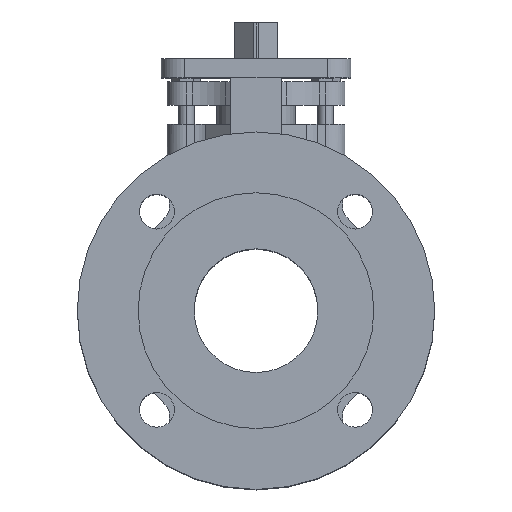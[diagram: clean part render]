
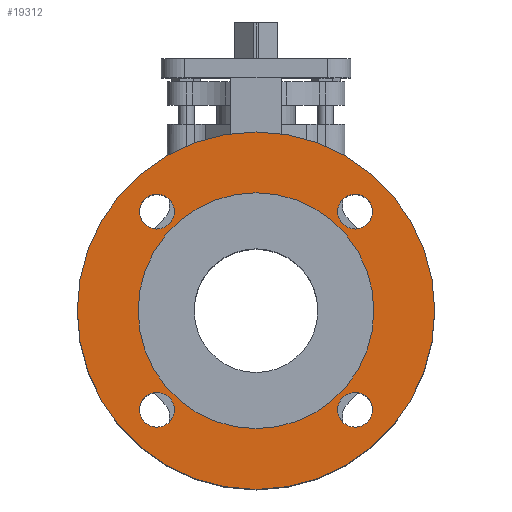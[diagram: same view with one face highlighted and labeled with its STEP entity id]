
A CAD part, top view. The second image highlights one B-rep face of the part: STEP entity #19312.
In plain terms, the highlighted planar face has unit normal (0, 0, 1).
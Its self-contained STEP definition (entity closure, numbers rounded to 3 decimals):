
#147 = EDGE_CURVE ( 'NONE', #10476, #14947, #16446, .T. ) ;
#418 = VERTEX_POINT ( 'NONE', #14022 ) ;
#419 = VERTEX_POINT ( 'NONE', #12496 ) ;
#902 = EDGE_LOOP ( 'NONE', ( #9352, #11796 ) ) ;
#947 = EDGE_CURVE ( 'NONE', #419, #2053, #2318, .T. ) ;
#978 = EDGE_CURVE ( 'NONE', #5027, #12594, #17619, .T. ) ;
#1370 = DIRECTION ( 'NONE',  ( -1., 0., 0. ) ) ;
#1440 = CARTESIAN_POINT ( 'NONE',  ( 92.5, 0., 68. ) ) ;
#1454 = CIRCLE ( 'NONE', #15258, 9. ) ;
#1841 = CIRCLE ( 'NONE', #2193, 9. ) ;
#2014 = CARTESIAN_POINT ( 'NONE',  ( -92.5, 0., 68. ) ) ;
#2053 = VERTEX_POINT ( 'NONE', #19104 ) ;
#2067 = DIRECTION ( 'NONE',  ( 0., 0., 1. ) ) ;
#2155 = ORIENTED_EDGE ( 'NONE', *, *, #19683, .F. ) ;
#2193 = AXIS2_PLACEMENT_3D ( 'NONE', #12960, #3841, #14495 ) ;
#2259 = DIRECTION ( 'NONE',  ( 0., 0., -1. ) ) ;
#2265 = CARTESIAN_POINT ( 'NONE',  ( 0., 0., 68. ) ) ;
#2318 = CIRCLE ( 'NONE', #7340, 61. ) ;
#2399 = CARTESIAN_POINT ( 'NONE',  ( -51.265, 51.265, 68. ) ) ;
#3234 = CARTESIAN_POINT ( 'NONE',  ( 51.265, 51.265, 68. ) ) ;
#3542 = CARTESIAN_POINT ( 'NONE',  ( 51.265, 51.265, 68. ) ) ;
#3664 = CARTESIAN_POINT ( 'NONE',  ( -60.265, -51.265, 68. ) ) ;
#3792 = DIRECTION ( 'NONE',  ( -1., 0., 0. ) ) ;
#3841 = DIRECTION ( 'NONE',  ( 0., 0., 1. ) ) ;
#3902 = FACE_BOUND ( 'NONE', #7662, .T. ) ;
#3925 = DIRECTION ( 'NONE',  ( 1., 0., 0. ) ) ;
#3987 = ORIENTED_EDGE ( 'NONE', *, *, #12008, .F. ) ;
#4086 = CIRCLE ( 'NONE', #19418, 9. ) ;
#4408 = CARTESIAN_POINT ( 'NONE',  ( 42.265, 51.265, 68. ) ) ;
#4636 = ORIENTED_EDGE ( 'NONE', *, *, #15429, .F. ) ;
#4739 = DIRECTION ( 'NONE',  ( 1., 0., 0. ) ) ;
#5027 = VERTEX_POINT ( 'NONE', #2014 ) ;
#5031 = EDGE_CURVE ( 'NONE', #18922, #16516, #4086, .T. ) ;
#5074 = DIRECTION ( 'NONE',  ( 1., 0., 0. ) ) ;
#5409 = DIRECTION ( 'NONE',  ( 0., 0., 1. ) ) ;
#5549 = DIRECTION ( 'NONE',  ( 0., 0., 1. ) ) ;
#5807 = AXIS2_PLACEMENT_3D ( 'NONE', #11494, #5409, #16098 ) ;
#6049 = CARTESIAN_POINT ( 'NONE',  ( -42.265, -51.265, 68. ) ) ;
#6152 = ORIENTED_EDGE ( 'NONE', *, *, #7592, .F. ) ;
#6463 = AXIS2_PLACEMENT_3D ( 'NONE', #6973, #17636, #8475 ) ;
#6863 = CARTESIAN_POINT ( 'NONE',  ( 0., 0., 68. ) ) ;
#6973 = CARTESIAN_POINT ( 'NONE',  ( 51.265, -51.265, 68. ) ) ;
#7036 = FACE_OUTER_BOUND ( 'NONE', #19446, .T. ) ;
#7340 = AXIS2_PLACEMENT_3D ( 'NONE', #2265, #12926, #3792 ) ;
#7516 = FACE_BOUND ( 'NONE', #902, .T. ) ;
#7592 = EDGE_CURVE ( 'NONE', #18457, #14052, #1841, .T. ) ;
#7647 = AXIS2_PLACEMENT_3D ( 'NONE', #19684, #10545, #1370 ) ;
#7662 = EDGE_LOOP ( 'NONE', ( #3987, #4636 ) ) ;
#8078 = EDGE_CURVE ( 'NONE', #12594, #5027, #9927, .T. ) ;
#8181 = EDGE_LOOP ( 'NONE', ( #6152, #2155 ) ) ;
#8349 = AXIS2_PLACEMENT_3D ( 'NONE', #3542, #14191, #5074 ) ;
#8391 = DIRECTION ( 'NONE',  ( -1., 0., 0. ) ) ;
#8475 = DIRECTION ( 'NONE',  ( 1., 0., 0. ) ) ;
#8635 = CARTESIAN_POINT ( 'NONE',  ( -51.265, 51.265, 68. ) ) ;
#8904 = CARTESIAN_POINT ( 'NONE',  ( 42.265, -51.265, 68. ) ) ;
#9077 = ORIENTED_EDGE ( 'NONE', *, *, #8078, .F. ) ;
#9154 = ORIENTED_EDGE ( 'NONE', *, *, #18170, .F. ) ;
#9242 = CIRCLE ( 'NONE', #15287, 9. ) ;
#9352 = ORIENTED_EDGE ( 'NONE', *, *, #5031, .F. ) ;
#9469 = EDGE_CURVE ( 'NONE', #16516, #18922, #1454, .T. ) ;
#9927 = CIRCLE ( 'NONE', #14072, 92.5 ) ;
#10138 = AXIS2_PLACEMENT_3D ( 'NONE', #3234, #13884, #4739 ) ;
#10160 = DIRECTION ( 'NONE',  ( 1., 0., 0. ) ) ;
#10223 = ORIENTED_EDGE ( 'NONE', *, *, #978, .F. ) ;
#10476 = VERTEX_POINT ( 'NONE', #4408 ) ;
#10545 = DIRECTION ( 'NONE',  ( 0., 0., -1. ) ) ;
#10566 = CARTESIAN_POINT ( 'NONE',  ( 60.265, -51.265, 68. ) ) ;
#11023 = EDGE_LOOP ( 'NONE', ( #17022, #16232 ) ) ;
#11087 = FACE_BOUND ( 'NONE', #11023, .T. ) ;
#11227 = CARTESIAN_POINT ( 'NONE',  ( -51.265, -51.265, 68. ) ) ;
#11245 = CARTESIAN_POINT ( 'NONE',  ( -42.265, 51.265, 68. ) ) ;
#11392 = CARTESIAN_POINT ( 'NONE',  ( 0., 0., 68. ) ) ;
#11494 = CARTESIAN_POINT ( 'NONE',  ( 0., 61., 68. ) ) ;
#11796 = ORIENTED_EDGE ( 'NONE', *, *, #9469, .F. ) ;
#12008 = EDGE_CURVE ( 'NONE', #12881, #418, #9242, .T. ) ;
#12434 = AXIS2_PLACEMENT_3D ( 'NONE', #6863, #17547, #8391 ) ;
#12480 = CIRCLE ( 'NONE', #6463, 9. ) ;
#12496 = CARTESIAN_POINT ( 'NONE',  ( 61., 0., 68. ) ) ;
#12594 = VERTEX_POINT ( 'NONE', #1440 ) ;
#12737 = DIRECTION ( 'NONE',  ( 1., 0., 0. ) ) ;
#12881 = VERTEX_POINT ( 'NONE', #11245 ) ;
#12922 = DIRECTION ( 'NONE',  ( -1., 0., 0. ) ) ;
#12926 = DIRECTION ( 'NONE',  ( 0., 0., -1. ) ) ;
#12948 = PLANE ( 'NONE',  #5807 ) ;
#12960 = CARTESIAN_POINT ( 'NONE',  ( 51.265, -51.265, 68. ) ) ;
#13037 = DIRECTION ( 'NONE',  ( 0., 0., 1. ) ) ;
#13292 = EDGE_CURVE ( 'NONE', #2053, #419, #18441, .T. ) ;
#13334 = CARTESIAN_POINT ( 'NONE',  ( 60.265, 51.265, 68. ) ) ;
#13884 = DIRECTION ( 'NONE',  ( 0., 0., 1. ) ) ;
#14022 = CARTESIAN_POINT ( 'NONE',  ( -60.265, 51.265, 68. ) ) ;
#14052 = VERTEX_POINT ( 'NONE', #8904 ) ;
#14072 = AXIS2_PLACEMENT_3D ( 'NONE', #11392, #2259, #12922 ) ;
#14191 = DIRECTION ( 'NONE',  ( 0., 0., 1. ) ) ;
#14495 = DIRECTION ( 'NONE',  ( 1., 0., 0. ) ) ;
#14680 = CARTESIAN_POINT ( 'NONE',  ( -51.265, -51.265, 68. ) ) ;
#14858 = ORIENTED_EDGE ( 'NONE', *, *, #147, .F. ) ;
#14947 = VERTEX_POINT ( 'NONE', #13334 ) ;
#15133 = FACE_BOUND ( 'NONE', #16865, .T. ) ;
#15258 = AXIS2_PLACEMENT_3D ( 'NONE', #14680, #5549, #16239 ) ;
#15287 = AXIS2_PLACEMENT_3D ( 'NONE', #2399, #13037, #3925 ) ;
#15429 = EDGE_CURVE ( 'NONE', #418, #12881, #19530, .T. ) ;
#16098 = DIRECTION ( 'NONE',  ( 1., 0., 0. ) ) ;
#16232 = ORIENTED_EDGE ( 'NONE', *, *, #947, .T. ) ;
#16239 = DIRECTION ( 'NONE',  ( 1., 0., 0. ) ) ;
#16446 = CIRCLE ( 'NONE', #10138, 9. ) ;
#16516 = VERTEX_POINT ( 'NONE', #3664 ) ;
#16865 = EDGE_LOOP ( 'NONE', ( #9154, #14858 ) ) ;
#17022 = ORIENTED_EDGE ( 'NONE', *, *, #13292, .T. ) ;
#17277 = AXIS2_PLACEMENT_3D ( 'NONE', #8635, #19316, #10160 ) ;
#17547 = DIRECTION ( 'NONE',  ( 0., 0., -1. ) ) ;
#17619 = CIRCLE ( 'NONE', #12434, 92.5 ) ;
#17636 = DIRECTION ( 'NONE',  ( 0., 0., 1. ) ) ;
#18170 = EDGE_CURVE ( 'NONE', #14947, #10476, #19724, .T. ) ;
#18441 = CIRCLE ( 'NONE', #7647, 61. ) ;
#18457 = VERTEX_POINT ( 'NONE', #10566 ) ;
#18922 = VERTEX_POINT ( 'NONE', #6049 ) ;
#19104 = CARTESIAN_POINT ( 'NONE',  ( -61., 0., 68. ) ) ;
#19210 = FACE_BOUND ( 'NONE', #8181, .T. ) ;
#19312 = ADVANCED_FACE ( 'NONE', ( #19210, #7516, #3902, #15133, #11087, #7036 ), #12948, .T. ) ;
#19316 = DIRECTION ( 'NONE',  ( 0., 0., 1. ) ) ;
#19418 = AXIS2_PLACEMENT_3D ( 'NONE', #11227, #2067, #12737 ) ;
#19446 = EDGE_LOOP ( 'NONE', ( #10223, #9077 ) ) ;
#19530 = CIRCLE ( 'NONE', #17277, 9. ) ;
#19683 = EDGE_CURVE ( 'NONE', #14052, #18457, #12480, .T. ) ;
#19684 = CARTESIAN_POINT ( 'NONE',  ( 0., 0., 68. ) ) ;
#19724 = CIRCLE ( 'NONE', #8349, 9. ) ;
